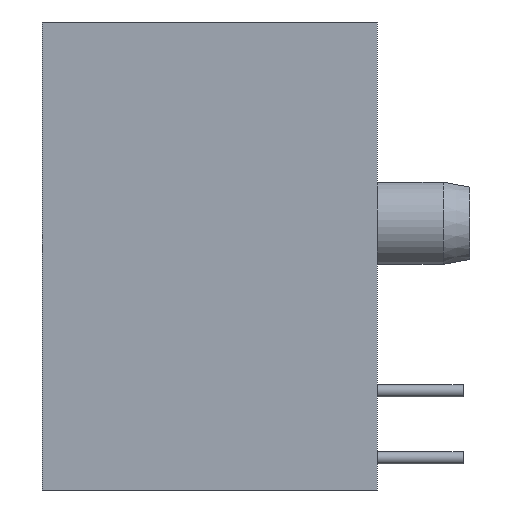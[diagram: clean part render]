
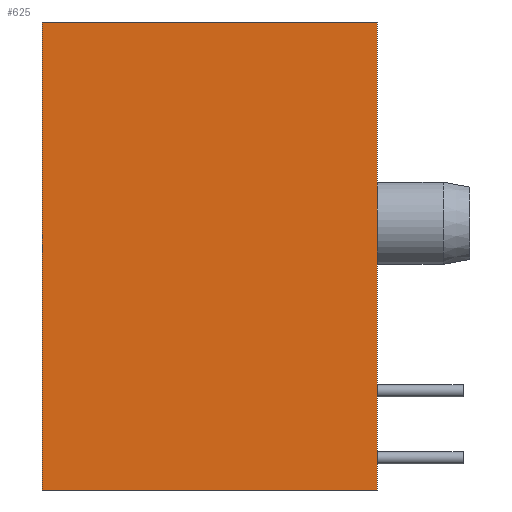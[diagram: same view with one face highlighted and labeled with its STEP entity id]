
A CAD part, left-side view. The second image highlights one B-rep face of the part: STEP entity #625.
In plain terms, the highlighted planar face has unit normal (-1, 0, 0).
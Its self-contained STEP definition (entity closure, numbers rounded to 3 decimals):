
#1 = CARTESIAN_POINT ( 'NONE',  ( -7.65, 12.7, 8.87 ) ) ;
#25 = CARTESIAN_POINT ( 'NONE',  ( -7.65, 12.7, -8.87 ) ) ;
#48 = DIRECTION ( 'NONE',  ( 1., 0., 0. ) ) ;
#106 = ORIENTED_EDGE ( 'NONE', *, *, #720, .T. ) ;
#110 = VECTOR ( 'NONE', #862, 1000. ) ;
#142 = LINE ( 'NONE', #1147, #1112 ) ;
#201 = DIRECTION ( 'NONE',  ( 0., -1., 0. ) ) ;
#287 = LINE ( 'NONE', #1, #1737 ) ;
#294 = VECTOR ( 'NONE', #201, 1000. ) ;
#348 = AXIS2_PLACEMENT_3D ( 'NONE', #595, #48, #1019 ) ;
#356 = VERTEX_POINT ( 'NONE', #430 ) ;
#405 = EDGE_LOOP ( 'NONE', ( #106, #1768, #1748, #1654 ) ) ;
#427 = CARTESIAN_POINT ( 'NONE',  ( -7.65, 0., -8.87 ) ) ;
#430 = CARTESIAN_POINT ( 'NONE',  ( -7.65, 12.7, -8.87 ) ) ;
#452 = DIRECTION ( 'NONE',  ( 0., 0., 1. ) ) ;
#511 = VERTEX_POINT ( 'NONE', #427 ) ;
#595 = CARTESIAN_POINT ( 'NONE',  ( -7.65, 12.7, 8.87 ) ) ;
#625 = ADVANCED_FACE ( 'NONE', ( #1298 ), #732, .F. ) ;
#720 = EDGE_CURVE ( 'NONE', #511, #1549, #142, .T. ) ;
#732 = PLANE ( 'NONE',  #348 ) ;
#769 = EDGE_CURVE ( 'NONE', #1751, #1549, #1358, .T. ) ;
#862 = DIRECTION ( 'NONE',  ( 0., -1., 0. ) ) ;
#1019 = DIRECTION ( 'NONE',  ( 0., 0., -1. ) ) ;
#1029 = CARTESIAN_POINT ( 'NONE',  ( -7.65, 12.7, 8.87 ) ) ;
#1112 = VECTOR ( 'NONE', #452, 1000. ) ;
#1147 = CARTESIAN_POINT ( 'NONE',  ( -7.65, 0., 8.87 ) ) ;
#1241 = CARTESIAN_POINT ( 'NONE',  ( -7.65, 12.7, 8.87 ) ) ;
#1253 = DIRECTION ( 'NONE',  ( 0., 0., 1. ) ) ;
#1298 = FACE_OUTER_BOUND ( 'NONE', #405, .T. ) ;
#1358 = LINE ( 'NONE', #1029, #294 ) ;
#1369 = EDGE_CURVE ( 'NONE', #356, #511, #1605, .T. ) ;
#1549 = VERTEX_POINT ( 'NONE', #1640 ) ;
#1605 = LINE ( 'NONE', #25, #110 ) ;
#1640 = CARTESIAN_POINT ( 'NONE',  ( -7.65, 0., 8.87 ) ) ;
#1654 = ORIENTED_EDGE ( 'NONE', *, *, #1369, .T. ) ;
#1737 = VECTOR ( 'NONE', #1253, 1000. ) ;
#1748 = ORIENTED_EDGE ( 'NONE', *, *, #1771, .F. ) ;
#1751 = VERTEX_POINT ( 'NONE', #1241 ) ;
#1768 = ORIENTED_EDGE ( 'NONE', *, *, #769, .F. ) ;
#1771 = EDGE_CURVE ( 'NONE', #356, #1751, #287, .T. ) ;
